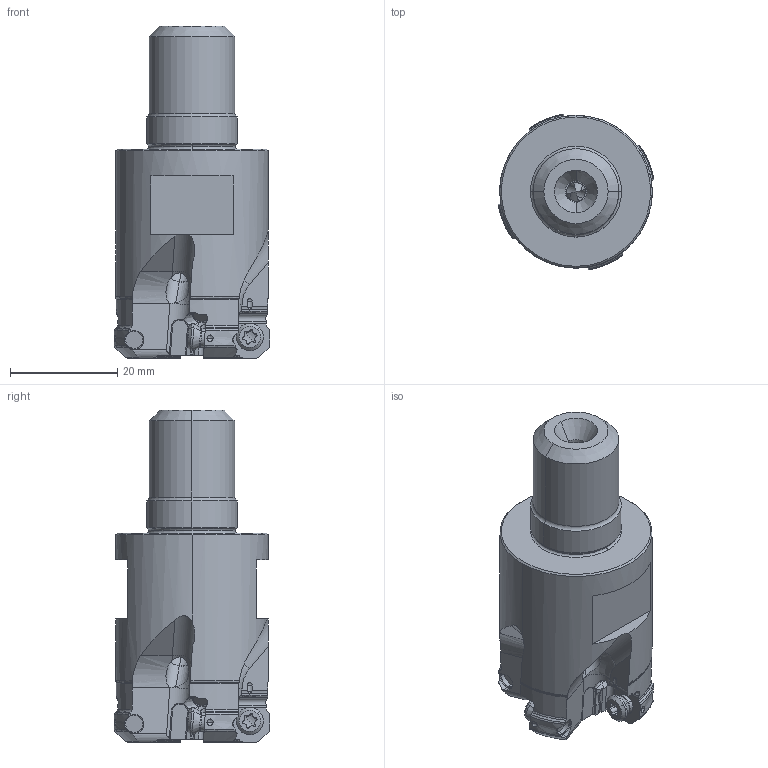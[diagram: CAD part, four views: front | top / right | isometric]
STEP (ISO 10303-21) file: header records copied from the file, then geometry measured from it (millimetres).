
FILE_DESCRIPTION(/* description */ (''),/* implementation_level */ '2;1');
FILE_NAME(/* name */ 'ARP5UPR2004AM1640.stp',/* time_stamp */ '2017-10-10T11:40:33+09:00',/* author */ (''),/* organization */ (''),/* preprocessor_version */ 'ST-DEVELOPER v16',/* originating_system */ 'SIEMENS PLM Software NX 10.0',/* authorisation */ '');
FILE_SCHEMA (('AUTOMOTIVE_DESIGN { 1 0 10303 214 3 1 1 1 }'));
Length unit declared in the file: millimetre
Products named in the file (1): ARP5UPR2004AM1640_ASM
Bounding box: 29.08 x 29.08 x 62.03 mm (x, y, z)
Volume: 22967.4 mm3; surface area: 7872.5 mm2
Topology: 5 solids, 5 shells, 541 faces, 1514 edges, 976 vertices
Faces by surface type: cylinder 208, plane 121, torus 78, cone 70, sphere 28, extrusion 24, bspline 12
Entity records: 24587 total; most frequent: CARTESIAN_POINT 11156, ORIENTED_EDGE 2984, DIRECTION 2572, EDGE_CURVE 1492, AXIS2_PLACEMENT_3D 1061, VERTEX_POINT 976, EDGE_LOOP 572, B_SPLINE_CURVE_WITH_KNOTS 558
